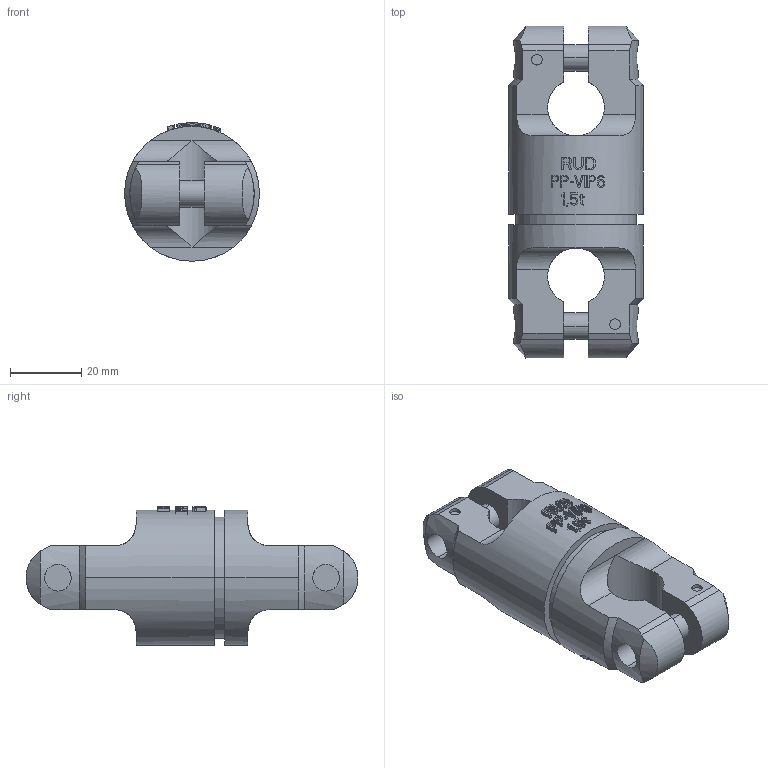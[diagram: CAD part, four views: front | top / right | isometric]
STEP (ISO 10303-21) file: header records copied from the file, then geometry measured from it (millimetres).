
FILE_DESCRIPTION((''),'2;1');
FILE_NAME('001-M31511-P-3_ASM','2013-02-14T',('Roland.Jakubetz'),(''),'PRO/ENGINEER BY PARAMETRIC TECHNOLOGY CORPORATION, 2010140','PRO/ENGINEER BY PARAMETRIC TECHNOLOGY CORPORATION, 2010140','');
FILE_SCHEMA(('CONFIG_CONTROL_DESIGN'));
Length unit declared in the file: millimetre
Products named in the file (3): 001-M31511-P-1; 001-M31511-P-2; 001-M31511-P-3_ASM
Assembly tree (2 placements, depth 2):
  001-M31511-P-3_ASM
    001-M31511-P-1
    001-M31511-P-2
Bounding box: 38 x 93.5 x 39 mm (x, y, z)
Volume: 61313.7 mm3; surface area: 15691.7 mm2
Topology: 2 solids, 2 shells, 402 faces, 1103 edges, 734 vertices
Faces by surface type: plane 330, cylinder 64, cone 8
Entity records: 13105 total; most frequent: CARTESIAN_POINT 3422, ORIENTED_EDGE 2206, DIRECTION 1691, EDGE_CURVE 1103, VERTEX_POINT 734, AXIS2_PLACEMENT_3D 599, VECTOR 493, LINE 493
